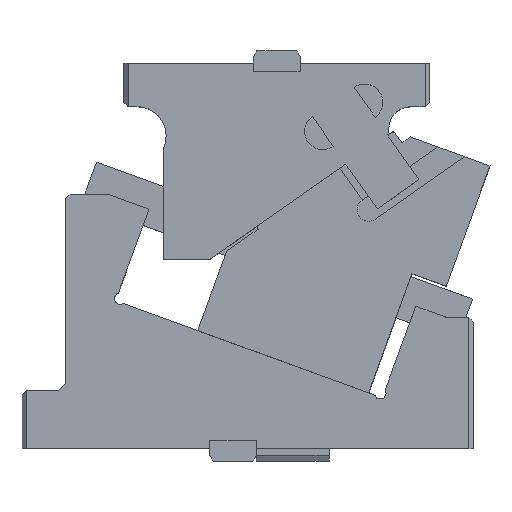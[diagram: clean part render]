
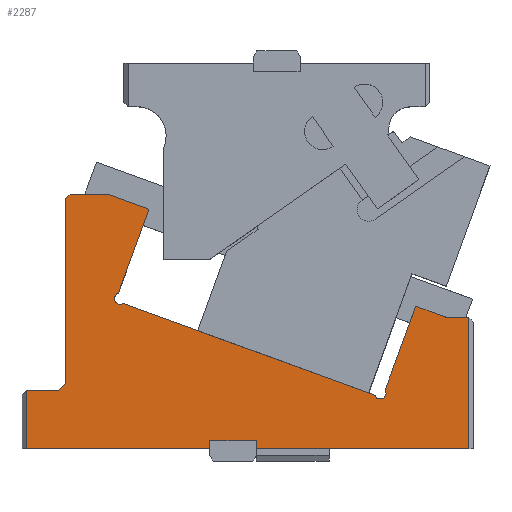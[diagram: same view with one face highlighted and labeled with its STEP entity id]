
A CAD part, top view. The second image highlights one B-rep face of the part: STEP entity #2287.
In plain terms, the highlighted planar face has unit normal (0, 0, 1).
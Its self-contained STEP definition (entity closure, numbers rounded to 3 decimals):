
#364=CARTESIAN_POINT('Vertex',(161.,0.,40.)) ;
#367=CARTESIAN_POINT('Line Origine',(161.,2.75,40.)) ;
#371=CARTESIAN_POINT('Vertex',(161.,5.5,40.)) ;
#397=CARTESIAN_POINT('Vertex',(307.,0.,40.)) ;
#411=CARTESIAN_POINT('Vertex',(307.,90.,40.)) ;
#414=CARTESIAN_POINT('Line Origine',(307.,45.,40.)) ;
#729=CARTESIAN_POINT('Line Origine',(145.,5.5,40.)) ;
#733=CARTESIAN_POINT('Vertex',(129.,5.5,40.)) ;
#822=CARTESIAN_POINT('Vertex',(292.34,90.,40.)) ;
#825=CARTESIAN_POINT('Line Origine',(299.67,90.,40.)) ;
#922=CARTESIAN_POINT('Vertex',(270.471,97.959,40.)) ;
#925=CARTESIAN_POINT('Line Origine',(281.406,93.98,40.)) ;
#983=CARTESIAN_POINT('Vertex',(249.479,40.284,40.)) ;
#986=CARTESIAN_POINT('Line Origine',(259.975,69.122,40.)) ;
#1007=CARTESIAN_POINT('Axis2P3D Location',(246.062,38.204,40.)) ;
#1011=CARTESIAN_POINT('Vertex',(250.062,38.204,40.)) ;
#1049=CARTESIAN_POINT('Vertex',(242.273,36.923,40.)) ;
#1052=CARTESIAN_POINT('Axis2P3D Location',(246.062,38.204,40.)) ;
#1080=CARTESIAN_POINT('Vertex',(69.599,99.771,40.)) ;
#1083=CARTESIAN_POINT('Line Origine',(155.936,68.347,40.)) ;
#1104=CARTESIAN_POINT('Vertex',(63.52,103.188,40.)) ;
#1109=CARTESIAN_POINT('Axis2P3D Location',(67.52,103.188,40.)) ;
#1131=CARTESIAN_POINT('Axis2P3D Location',(67.52,103.188,40.)) ;
#1135=CARTESIAN_POINT('Vertex',(66.239,106.977,40.)) ;
#1175=CARTESIAN_POINT('Vertex',(87.231,164.653,40.)) ;
#1178=CARTESIAN_POINT('Line Origine',(76.735,135.815,40.)) ;
#1236=CARTESIAN_POINT('Vertex',(58.804,175.,40.)) ;
#1239=CARTESIAN_POINT('Line Origine',(73.018,169.827,40.)) ;
#1295=CARTESIAN_POINT('Vertex',(33.,175.,40.)) ;
#1298=CARTESIAN_POINT('Line Origine',(45.902,175.,40.)) ;
#1330=CARTESIAN_POINT('Vertex',(30.,172.,40.)) ;
#1333=CARTESIAN_POINT('Line Origine',(31.5,173.5,40.)) ;
#1361=CARTESIAN_POINT('Vertex',(30.,45.,40.)) ;
#1364=CARTESIAN_POINT('Line Origine',(30.,108.5,40.)) ;
#1406=CARTESIAN_POINT('Vertex',(25.,40.,40.)) ;
#1409=CARTESIAN_POINT('Line Origine',(27.5,42.5,40.)) ;
#1458=CARTESIAN_POINT('Vertex',(3.,40.,40.)) ;
#1461=CARTESIAN_POINT('Line Origine',(14.,40.,40.)) ;
#2234=CARTESIAN_POINT('Axis2P3D Location',(246.062,38.204,40.)) ;
#2239=CARTESIAN_POINT('Line Origine',(234.,0.,40.)) ;
#2244=CARTESIAN_POINT('Line Origine',(3.,20.,40.)) ;
#2248=CARTESIAN_POINT('Vertex',(3.,0.,40.)) ;
#2251=CARTESIAN_POINT('Line Origine',(66.,0.,40.)) ;
#2255=CARTESIAN_POINT('Vertex',(129.,0.,40.)) ;
#2258=CARTESIAN_POINT('Line Origine',(129.,2.75,40.)) ;
#368=DIRECTION('Vector Direction',(0.,-1.,0.)) ;
#415=DIRECTION('Vector Direction',(0.,1.,0.)) ;
#730=DIRECTION('Vector Direction',(1.,0.,0.)) ;
#826=DIRECTION('Vector Direction',(1.,0.,0.)) ;
#926=DIRECTION('Vector Direction',(0.94,-0.342,0.)) ;
#987=DIRECTION('Vector Direction',(0.342,0.94,0.)) ;
#1008=DIRECTION('Axis2P3D Direction',(0.,0.,-1.)) ;
#1053=DIRECTION('Axis2P3D Direction',(-0.,0.,-1.)) ;
#1084=DIRECTION('Vector Direction',(0.94,-0.342,0.)) ;
#1110=DIRECTION('Axis2P3D Direction',(-0.,0.,-1.)) ;
#1132=DIRECTION('Axis2P3D Direction',(0.,0.,-1.)) ;
#1179=DIRECTION('Vector Direction',(-0.342,-0.94,0.)) ;
#1240=DIRECTION('Vector Direction',(-0.94,0.342,0.)) ;
#1299=DIRECTION('Vector Direction',(1.,0.,0.)) ;
#1334=DIRECTION('Vector Direction',(0.707,0.707,0.)) ;
#1365=DIRECTION('Vector Direction',(0.,1.,0.)) ;
#1410=DIRECTION('Vector Direction',(-0.707,-0.707,0.)) ;
#1462=DIRECTION('Vector Direction',(1.,0.,0.)) ;
#2235=DIRECTION('Axis2P3D Direction',(0.,0.,1.)) ;
#2236=DIRECTION('Axis2P3D XDirection',(1.,0.,-0.)) ;
#2240=DIRECTION('Vector Direction',(1.,0.,0.)) ;
#2245=DIRECTION('Vector Direction',(0.,-1.,0.)) ;
#2252=DIRECTION('Vector Direction',(1.,0.,0.)) ;
#2259=DIRECTION('Vector Direction',(0.,1.,0.)) ;
#1009=AXIS2_PLACEMENT_3D('Circle Axis2P3D',#1007,#1008,$) ;
#1054=AXIS2_PLACEMENT_3D('Circle Axis2P3D',#1052,#1053,$) ;
#1111=AXIS2_PLACEMENT_3D('Circle Axis2P3D',#1109,#1110,$) ;
#1133=AXIS2_PLACEMENT_3D('Circle Axis2P3D',#1131,#1132,$) ;
#2237=AXIS2_PLACEMENT_3D('Plane Axis2P3D',#2234,#2235,#2236) ;
#2264=ORIENTED_EDGE('',*,*,#2243,.T.) ;
#2265=ORIENTED_EDGE('',*,*,#418,.T.) ;
#2266=ORIENTED_EDGE('',*,*,#829,.F.) ;
#2267=ORIENTED_EDGE('',*,*,#929,.F.) ;
#2268=ORIENTED_EDGE('',*,*,#990,.F.) ;
#2269=ORIENTED_EDGE('',*,*,#1013,.F.) ;
#2270=ORIENTED_EDGE('',*,*,#1056,.F.) ;
#2271=ORIENTED_EDGE('',*,*,#1087,.F.) ;
#2272=ORIENTED_EDGE('',*,*,#1113,.F.) ;
#2273=ORIENTED_EDGE('',*,*,#1137,.F.) ;
#2274=ORIENTED_EDGE('',*,*,#1182,.F.) ;
#2275=ORIENTED_EDGE('',*,*,#1243,.T.) ;
#2276=ORIENTED_EDGE('',*,*,#1302,.F.) ;
#2277=ORIENTED_EDGE('',*,*,#1337,.F.) ;
#2278=ORIENTED_EDGE('',*,*,#1368,.F.) ;
#2279=ORIENTED_EDGE('',*,*,#1413,.T.) ;
#2280=ORIENTED_EDGE('',*,*,#1465,.F.) ;
#2281=ORIENTED_EDGE('',*,*,#2250,.T.) ;
#2282=ORIENTED_EDGE('',*,*,#2257,.T.) ;
#2283=ORIENTED_EDGE('',*,*,#2262,.T.) ;
#2284=ORIENTED_EDGE('',*,*,#735,.T.) ;
#2285=ORIENTED_EDGE('',*,*,#373,.T.) ;
#369=VECTOR('Line Direction',#368,1.) ;
#416=VECTOR('Line Direction',#415,1.) ;
#731=VECTOR('Line Direction',#730,1.) ;
#827=VECTOR('Line Direction',#826,1.) ;
#927=VECTOR('Line Direction',#926,1.) ;
#988=VECTOR('Line Direction',#987,1.) ;
#1085=VECTOR('Line Direction',#1084,1.) ;
#1180=VECTOR('Line Direction',#1179,1.) ;
#1241=VECTOR('Line Direction',#1240,1.) ;
#1300=VECTOR('Line Direction',#1299,1.) ;
#1335=VECTOR('Line Direction',#1334,1.) ;
#1366=VECTOR('Line Direction',#1365,1.) ;
#1411=VECTOR('Line Direction',#1410,1.) ;
#1463=VECTOR('Line Direction',#1462,1.) ;
#2241=VECTOR('Line Direction',#2240,1.) ;
#2246=VECTOR('Line Direction',#2245,1.) ;
#2253=VECTOR('Line Direction',#2252,1.) ;
#2260=VECTOR('Line Direction',#2259,1.) ;
#2287=ADVANCED_FACE('CAM HOLDER',(#2286),#2238,.T.) ;
#1010=CIRCLE('generated circle',#1009,4.) ;
#1055=CIRCLE('generated circle',#1054,4.) ;
#1112=CIRCLE('generated circle',#1111,4.) ;
#1134=CIRCLE('generated circle',#1133,4.) ;
#373=EDGE_CURVE('',#372,#365,#370,.T.) ;
#418=EDGE_CURVE('',#398,#412,#417,.T.) ;
#735=EDGE_CURVE('',#734,#372,#732,.T.) ;
#829=EDGE_CURVE('',#823,#412,#828,.T.) ;
#929=EDGE_CURVE('',#923,#823,#928,.T.) ;
#990=EDGE_CURVE('',#984,#923,#989,.T.) ;
#1013=EDGE_CURVE('',#1012,#984,#1010,.F.) ;
#1056=EDGE_CURVE('',#1050,#1012,#1055,.F.) ;
#1087=EDGE_CURVE('',#1081,#1050,#1086,.T.) ;
#1113=EDGE_CURVE('',#1105,#1081,#1112,.F.) ;
#1137=EDGE_CURVE('',#1136,#1105,#1134,.F.) ;
#1182=EDGE_CURVE('',#1176,#1136,#1181,.T.) ;
#1243=EDGE_CURVE('',#1176,#1237,#1242,.T.) ;
#1302=EDGE_CURVE('',#1296,#1237,#1301,.T.) ;
#1337=EDGE_CURVE('',#1331,#1296,#1336,.T.) ;
#1368=EDGE_CURVE('',#1362,#1331,#1367,.T.) ;
#1413=EDGE_CURVE('',#1362,#1407,#1412,.T.) ;
#1465=EDGE_CURVE('',#1459,#1407,#1464,.T.) ;
#2243=EDGE_CURVE('',#365,#398,#2242,.T.) ;
#2250=EDGE_CURVE('',#1459,#2249,#2247,.T.) ;
#2257=EDGE_CURVE('',#2249,#2256,#2254,.T.) ;
#2262=EDGE_CURVE('',#2256,#734,#2261,.T.) ;
#2263=EDGE_LOOP('',(#2264,#2265,#2266,#2267,#2268,#2269,#2270,#2271,#2272,#2273,#2274,#2275,#2276,#2277,#2278,#2279,#2280,#2281,#2282,#2283,#2284,#2285)) ;
#2286=FACE_OUTER_BOUND('',#2263,.T.) ;
#370=LINE('Line',#367,#369) ;
#417=LINE('Line',#414,#416) ;
#732=LINE('Line',#729,#731) ;
#828=LINE('Line',#825,#827) ;
#928=LINE('Line',#925,#927) ;
#989=LINE('Line',#986,#988) ;
#1086=LINE('Line',#1083,#1085) ;
#1181=LINE('Line',#1178,#1180) ;
#1242=LINE('Line',#1239,#1241) ;
#1301=LINE('Line',#1298,#1300) ;
#1336=LINE('Line',#1333,#1335) ;
#1367=LINE('Line',#1364,#1366) ;
#1412=LINE('Line',#1409,#1411) ;
#1464=LINE('Line',#1461,#1463) ;
#2242=LINE('Line',#2239,#2241) ;
#2247=LINE('Line',#2244,#2246) ;
#2254=LINE('Line',#2251,#2253) ;
#2261=LINE('Line',#2258,#2260) ;
#2238=PLANE('Plane',#2237) ;
#365=VERTEX_POINT('',#364) ;
#372=VERTEX_POINT('',#371) ;
#398=VERTEX_POINT('',#397) ;
#412=VERTEX_POINT('',#411) ;
#734=VERTEX_POINT('',#733) ;
#823=VERTEX_POINT('',#822) ;
#923=VERTEX_POINT('',#922) ;
#984=VERTEX_POINT('',#983) ;
#1012=VERTEX_POINT('',#1011) ;
#1050=VERTEX_POINT('',#1049) ;
#1081=VERTEX_POINT('',#1080) ;
#1105=VERTEX_POINT('',#1104) ;
#1136=VERTEX_POINT('',#1135) ;
#1176=VERTEX_POINT('',#1175) ;
#1237=VERTEX_POINT('',#1236) ;
#1296=VERTEX_POINT('',#1295) ;
#1331=VERTEX_POINT('',#1330) ;
#1362=VERTEX_POINT('',#1361) ;
#1407=VERTEX_POINT('',#1406) ;
#1459=VERTEX_POINT('',#1458) ;
#2249=VERTEX_POINT('',#2248) ;
#2256=VERTEX_POINT('',#2255) ;
